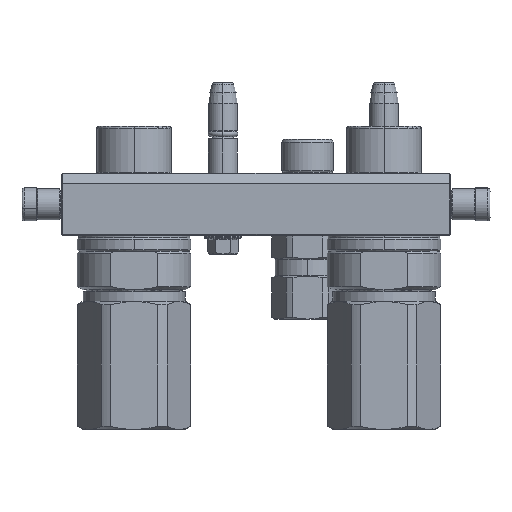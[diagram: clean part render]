
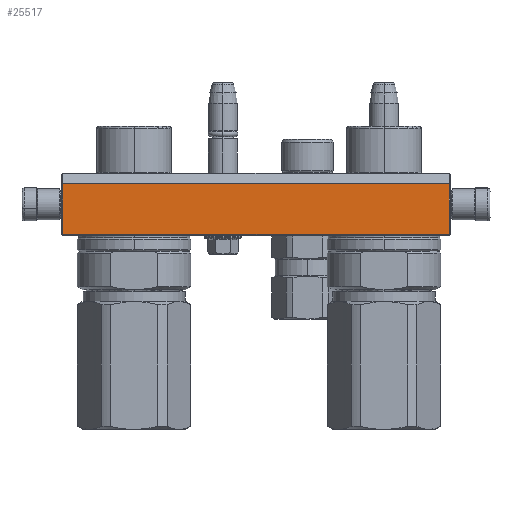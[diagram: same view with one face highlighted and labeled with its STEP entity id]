
A CAD part, left-side view. The second image highlights one B-rep face of the part: STEP entity #25517.
In plain terms, the highlighted face is planar.
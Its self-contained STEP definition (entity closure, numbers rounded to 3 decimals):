
#908 = EDGE_CURVE ( 'NONE', #62549, #46815, #42240, .T. ) ;
#2132 = LINE ( 'NONE', #22885, #41184 ) ;
#2393 = EDGE_CURVE ( 'NONE', #36275, #61412, #70871, .T. ) ;
#9753 = PLANE ( 'NONE',  #49879 ) ;
#10142 = DIRECTION ( 'NONE',  ( 0., 1., 0. ) ) ;
#10417 = CARTESIAN_POINT ( 'NONE',  ( 93.5, 5., -45. ) ) ;
#14454 = FACE_OUTER_BOUND ( 'NONE', #55866, .T. ) ;
#20300 = CARTESIAN_POINT ( 'NONE',  ( 93.5, 29.5, -45. ) ) ;
#22885 = CARTESIAN_POINT ( 'NONE',  ( 93.5, 5., -45. ) ) ;
#25517 = ADVANCED_FACE ( 'NONE', ( #14454 ), #9753, .T. ) ;
#28734 = ORIENTED_EDGE ( 'NONE', *, *, #2393, .F. ) ;
#31007 = VECTOR ( 'NONE', #31151, 1000. ) ;
#31151 = DIRECTION ( 'NONE',  ( -1., 0., 0. ) ) ;
#31701 = CARTESIAN_POINT ( 'NONE',  ( -93.5, 5., -45. ) ) ;
#31863 = DIRECTION ( 'NONE',  ( -1., 0., 0. ) ) ;
#34093 = DIRECTION ( 'NONE',  ( 0., 1., 0. ) ) ;
#34727 = EDGE_CURVE ( 'NONE', #62549, #36275, #2132, .T. ) ;
#36275 = VERTEX_POINT ( 'NONE', #20300 ) ;
#37012 = ORIENTED_EDGE ( 'NONE', *, *, #55872, .T. ) ;
#41184 = VECTOR ( 'NONE', #34093, 1000. ) ;
#41440 = CARTESIAN_POINT ( 'NONE',  ( 93.5, 29.5, -45. ) ) ;
#42240 = LINE ( 'NONE', #64471, #31007 ) ;
#43413 = CARTESIAN_POINT ( 'NONE',  ( -93.5, 5., -45. ) ) ;
#46815 = VERTEX_POINT ( 'NONE', #31701 ) ;
#47620 = ORIENTED_EDGE ( 'NONE', *, *, #908, .T. ) ;
#49879 = AXIS2_PLACEMENT_3D ( 'NONE', #55494, #54060, #31863 ) ;
#52658 = VECTOR ( 'NONE', #63646, 1000. ) ;
#53444 = LINE ( 'NONE', #43413, #68999 ) ;
#54060 = DIRECTION ( 'NONE',  ( 0., 0., -1. ) ) ;
#55494 = CARTESIAN_POINT ( 'NONE',  ( 94., 0., -45. ) ) ;
#55866 = EDGE_LOOP ( 'NONE', ( #37012, #28734, #63905, #47620 ) ) ;
#55872 = EDGE_CURVE ( 'NONE', #46815, #61412, #53444, .T. ) ;
#61227 = CARTESIAN_POINT ( 'NONE',  ( -93.5, 29.5, -45. ) ) ;
#61412 = VERTEX_POINT ( 'NONE', #61227 ) ;
#62549 = VERTEX_POINT ( 'NONE', #10417 ) ;
#63646 = DIRECTION ( 'NONE',  ( -1., 0., 0. ) ) ;
#63905 = ORIENTED_EDGE ( 'NONE', *, *, #34727, .F. ) ;
#64471 = CARTESIAN_POINT ( 'NONE',  ( 93.5, 5., -45. ) ) ;
#68999 = VECTOR ( 'NONE', #10142, 1000. ) ;
#70871 = LINE ( 'NONE', #41440, #52658 ) ;
